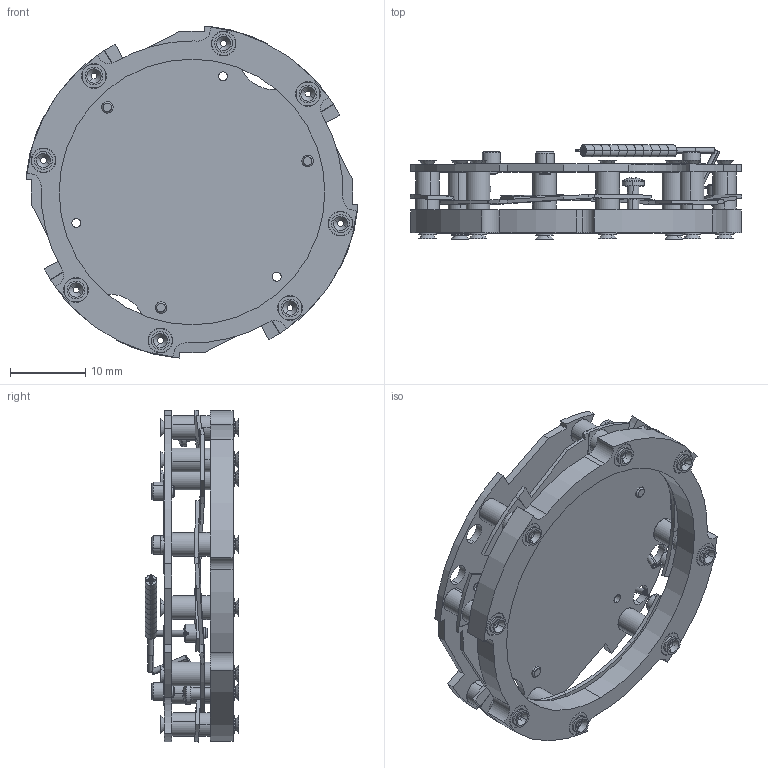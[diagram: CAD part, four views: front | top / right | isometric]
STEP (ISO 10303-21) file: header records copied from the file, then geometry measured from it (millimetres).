
FILE_DESCRIPTION (( 'STEP AP214' ), '1' );
FILE_NAME ('SN103467-15, STLCP-1.74_TTC_S PLATEN ASSEMBLY.STEP', '2020-05-08T16:04:20', ( '' ), ( '' ), 'SwSTEP 2.0', 'SolidWorks 2010', '' );
FILE_SCHEMA (( 'AUTOMOTIVE_DESIGN' ));
Length unit declared in the file: inch
Products named in the file (1): SN103467-15, STLCP-1.74_TTC_S PLATEN ASSEMBLY
Bounding box: 44.06 x 12.47 x 44.06 mm (x, y, z)
Surface area: 7209.4 mm2 (no closed solid volume)
Topology: 0 solids, 87 shells, 724 faces, 1871 edges, 1207 vertices
Faces by surface type: cylinder 361, plane 207, cone 112, torus 28, bspline 12, sphere 4
Entity records: 31736 total; most frequent: DIRECTION 4235, CARTESIAN_POINT 4089, ORIENTED_EDGE 3260, EDGE_CURVE 1857, AXIS2_PLACEMENT_3D 1737, VERTEX_POINT 1207, CIRCLE 1024, EDGE_LOOP 882
